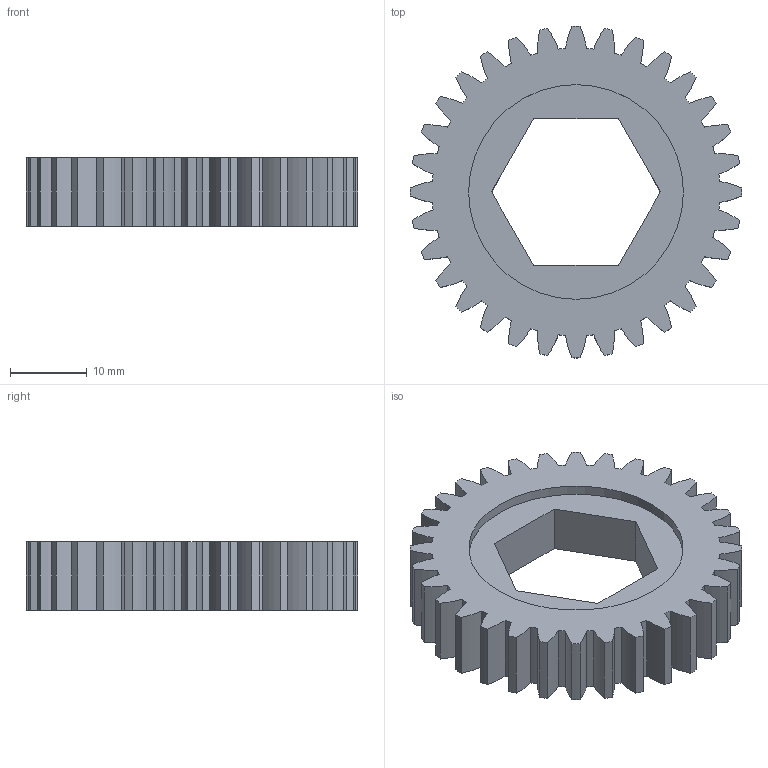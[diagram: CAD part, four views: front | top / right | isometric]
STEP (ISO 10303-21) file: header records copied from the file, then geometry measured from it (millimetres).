
FILE_DESCRIPTION((''),'2;1');
FILE_NAME('FH-GEAR-20DP-32T.stp','2012-12-09T19:37:30',('OFFICE'),(''),'Autodesk Inventor 2013','Autodesk Inventor 2013','');
FILE_SCHEMA(('AUTOMOTIVE_DESIGN { 1 0 10303 214 1 1 1 1 }'));
Length unit declared in the file: inch
Products named in the file (1): Spur Gear1
Bounding box: 43.18 x 43.18 x 8.89 mm (x, y, z)
Volume: 7882.8 mm3; surface area: 4877.7 mm2
Topology: 1 solids, 1 shells, 140 faces, 408 edges, 272 vertices
Faces by surface type: cylinder 130, plane 10
Full cylindrical faces by diameter (mm): 27.94 x2
Entity records: 4814 total; most frequent: DIRECTION 948, CARTESIAN_POINT 819, ORIENTED_EDGE 812, EDGE_CURVE 406, AXIS2_PLACEMENT_3D 401, VERTEX_POINT 272, CIRCLE 260, EDGE_LOOP 146
